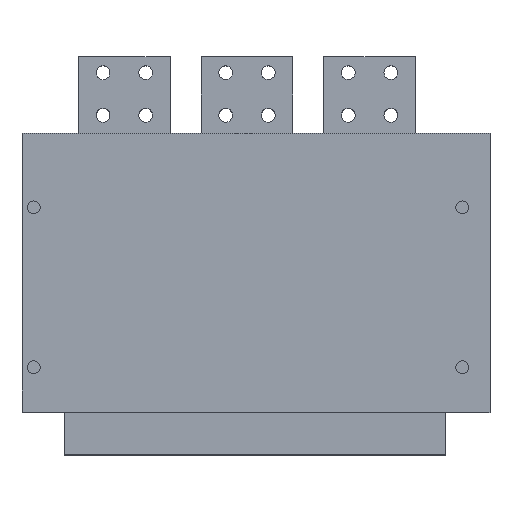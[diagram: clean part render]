
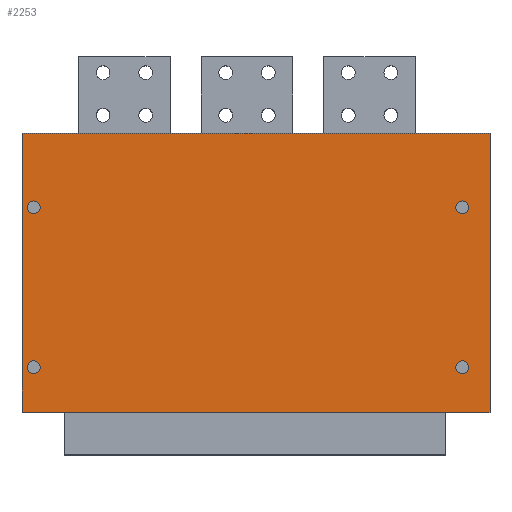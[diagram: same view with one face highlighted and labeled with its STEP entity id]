
A CAD part, top view. The second image highlights one B-rep face of the part: STEP entity #2253.
In plain terms, the highlighted planar face has unit normal (0, 0, 1).
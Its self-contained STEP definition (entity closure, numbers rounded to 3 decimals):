
#9=DIRECTION('',(0.,-1.,0.));
#10=VECTOR('',#9,261.5);
#11=CARTESIAN_POINT('',(0.,-72.,0.));
#12=LINE('',#11,#10);
#25=CARTESIAN_POINT('',(11.,-291.5,0.));
#26=DIRECTION('',(0.,0.,1.));
#27=DIRECTION('',(-1.,0.,0.));
#28=AXIS2_PLACEMENT_3D('',#25,#26,#27);
#30=CARTESIAN_POINT('',(11.,-291.5,0.));
#31=DIRECTION('',(0.,0.,1.));
#32=DIRECTION('',(1.,0.,0.));
#33=AXIS2_PLACEMENT_3D('',#30,#31,#32);
#35=CARTESIAN_POINT('',(11.,-141.5,0.));
#36=DIRECTION('',(0.,0.,1.));
#37=DIRECTION('',(-1.,0.,0.));
#38=AXIS2_PLACEMENT_3D('',#35,#36,#37);
#40=CARTESIAN_POINT('',(11.,-141.5,0.));
#41=DIRECTION('',(0.,0.,1.));
#42=DIRECTION('',(1.,0.,0.));
#43=AXIS2_PLACEMENT_3D('',#40,#41,#42);
#45=CARTESIAN_POINT('',(413.,-291.5,0.));
#46=DIRECTION('',(0.,0.,1.));
#47=DIRECTION('',(-1.,0.,0.));
#48=AXIS2_PLACEMENT_3D('',#45,#46,#47);
#50=CARTESIAN_POINT('',(413.,-291.5,0.));
#51=DIRECTION('',(0.,0.,1.));
#52=DIRECTION('',(1.,0.,0.));
#53=AXIS2_PLACEMENT_3D('',#50,#51,#52);
#55=CARTESIAN_POINT('',(413.,-141.5,0.));
#56=DIRECTION('',(0.,0.,1.));
#57=DIRECTION('',(-1.,0.,0.));
#58=AXIS2_PLACEMENT_3D('',#55,#56,#57);
#60=CARTESIAN_POINT('',(413.,-141.5,0.));
#61=DIRECTION('',(0.,0.,1.));
#62=DIRECTION('',(1.,0.,0.));
#63=AXIS2_PLACEMENT_3D('',#60,#61,#62);
#65=DIRECTION('',(1.,0.,0.));
#66=VECTOR('',#65,439.);
#67=CARTESIAN_POINT('',(0.,-333.5,0.));
#68=LINE('',#67,#66);
#69=DIRECTION('',(1.,0.,0.));
#70=VECTOR('',#69,439.);
#71=CARTESIAN_POINT('',(0.,-72.,0.));
#72=LINE('',#71,#70);
#501=DIRECTION('',(0.,-1.,0.));
#502=VECTOR('',#501,261.5);
#503=CARTESIAN_POINT('',(439.,-72.,0.));
#504=LINE('',#503,#502);
#1649=CARTESIAN_POINT('',(0.,-72.,0.));
#1650=CARTESIAN_POINT('',(439.,-72.,0.));
#1651=VERTEX_POINT('',#1649);
#1652=VERTEX_POINT('',#1650);
#1653=CARTESIAN_POINT('',(5.,-291.5,0.));
#1654=CARTESIAN_POINT('',(17.,-291.5,0.));
#1655=VERTEX_POINT('',#1653);
#1656=VERTEX_POINT('',#1654);
#1657=CARTESIAN_POINT('',(5.,-141.5,0.));
#1658=CARTESIAN_POINT('',(17.,-141.5,0.));
#1659=VERTEX_POINT('',#1657);
#1660=VERTEX_POINT('',#1658);
#1661=CARTESIAN_POINT('',(407.,-291.5,0.));
#1662=CARTESIAN_POINT('',(419.,-291.5,0.));
#1663=VERTEX_POINT('',#1661);
#1664=VERTEX_POINT('',#1662);
#1665=CARTESIAN_POINT('',(407.,-141.5,0.));
#1666=CARTESIAN_POINT('',(419.,-141.5,0.));
#1667=VERTEX_POINT('',#1665);
#1668=VERTEX_POINT('',#1666);
#1853=CARTESIAN_POINT('',(0.,-333.5,0.));
#1855=VERTEX_POINT('',#1853);
#1857=CARTESIAN_POINT('',(439.,-333.5,0.));
#1859=VERTEX_POINT('',#1857);
#2216=CARTESIAN_POINT('',(0.,0.,0.));
#2217=DIRECTION('',(0.,0.,1.));
#2218=DIRECTION('',(0.,-1.,0.));
#2219=AXIS2_PLACEMENT_3D('',#2216,#2217,#2218);
#2220=PLANE('',#2219);
#2221=ORIENTED_EDGE('',*,*,#2199,.F.);
#2222=ORIENTED_EDGE('',*,*,#2172,.F.);
#2224=ORIENTED_EDGE('',*,*,#2223,.T.);
#2226=ORIENTED_EDGE('',*,*,#2225,.T.);
#2227=EDGE_LOOP('',(#2221,#2222,#2224,#2226));
#2228=FACE_OUTER_BOUND('',#2227,.F.);
#2230=ORIENTED_EDGE('',*,*,#2229,.T.);
#2232=ORIENTED_EDGE('',*,*,#2231,.T.);
#2233=EDGE_LOOP('',(#2230,#2232));
#2234=FACE_BOUND('',#2233,.F.);
#2236=ORIENTED_EDGE('',*,*,#2235,.T.);
#2238=ORIENTED_EDGE('',*,*,#2237,.T.);
#2239=EDGE_LOOP('',(#2236,#2238));
#2240=FACE_BOUND('',#2239,.F.);
#2242=ORIENTED_EDGE('',*,*,#2241,.T.);
#2244=ORIENTED_EDGE('',*,*,#2243,.T.);
#2245=EDGE_LOOP('',(#2242,#2244));
#2246=FACE_BOUND('',#2245,.F.);
#2248=ORIENTED_EDGE('',*,*,#2247,.T.);
#2250=ORIENTED_EDGE('',*,*,#2249,.T.);
#2251=EDGE_LOOP('',(#2248,#2250));
#2252=FACE_BOUND('',#2251,.F.);
#2253=ADVANCED_FACE('',(#2228,#2234,#2240,#2246,#2252),#2220,.T.);
#29=CIRCLE('',#28,6.);
#34=CIRCLE('',#33,6.);
#39=CIRCLE('',#38,6.);
#44=CIRCLE('',#43,6.);
#49=CIRCLE('',#48,6.);
#54=CIRCLE('',#53,6.);
#59=CIRCLE('',#58,6.);
#64=CIRCLE('',#63,6.);
#2172=EDGE_CURVE('',#1651,#1855,#12,.T.);
#2199=EDGE_CURVE('',#1855,#1859,#68,.T.);
#2223=EDGE_CURVE('',#1651,#1652,#72,.T.);
#2225=EDGE_CURVE('',#1652,#1859,#504,.T.);
#2229=EDGE_CURVE('',#1659,#1660,#39,.T.);
#2231=EDGE_CURVE('',#1660,#1659,#44,.T.);
#2235=EDGE_CURVE('',#1663,#1664,#49,.T.);
#2237=EDGE_CURVE('',#1664,#1663,#54,.T.);
#2241=EDGE_CURVE('',#1667,#1668,#59,.T.);
#2243=EDGE_CURVE('',#1668,#1667,#64,.T.);
#2247=EDGE_CURVE('',#1655,#1656,#29,.T.);
#2249=EDGE_CURVE('',#1656,#1655,#34,.T.);
